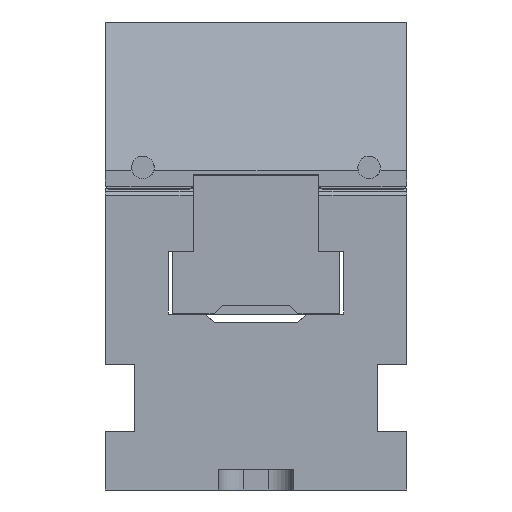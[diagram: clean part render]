
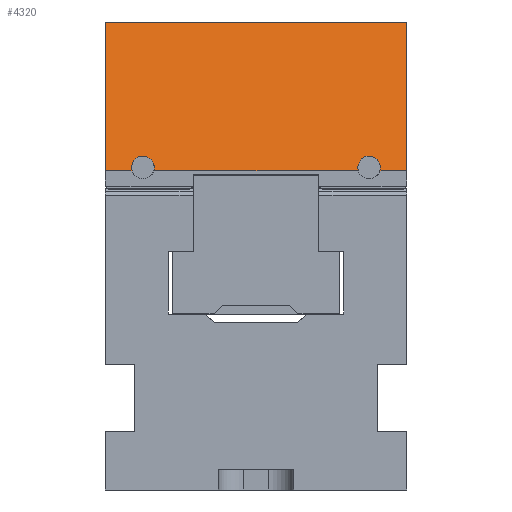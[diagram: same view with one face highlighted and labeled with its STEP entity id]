
A CAD part, front view. The second image highlights one B-rep face of the part: STEP entity #4320.
In plain terms, the highlighted face is planar.
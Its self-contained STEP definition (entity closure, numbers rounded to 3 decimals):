
#4320 = ADVANCED_FACE( '', ( #10659 ), #10660, .F. );
#10659 = FACE_OUTER_BOUND( '', #19244, .T. );
#10660 = PLANE( '', #19245 );
#19244 = EDGE_LOOP( '', ( #32002, #32003, #32004, #32005, #32006, #32007, #32008, #32009 ) );
#19245 = AXIS2_PLACEMENT_3D( '', #32010, #32011, #32012 );
#32002 = ORIENTED_EDGE( '', *, *, #54130, .T. );
#32003 = ORIENTED_EDGE( '', *, *, #56480, .T. );
#32004 = ORIENTED_EDGE( '', *, *, #54128, .T. );
#32005 = ORIENTED_EDGE( '', *, *, #56481, .T. );
#32006 = ORIENTED_EDGE( '', *, *, #56482, .F. );
#32007 = ORIENTED_EDGE( '', *, *, #56483, .F. );
#32008 = ORIENTED_EDGE( '', *, *, #54132, .T. );
#32009 = ORIENTED_EDGE( '', *, *, #56484, .T. );
#32010 = CARTESIAN_POINT( '', ( 36., 14.5, 20. ) );
#32011 = DIRECTION( '', ( 0., -0.966, -0.259 ) );
#32012 = DIRECTION( '', ( 0., 0.259, -0.966 ) );
#54128 = EDGE_CURVE( '', #65926, #65924, #65927, .T. );
#54130 = EDGE_CURVE( '', #65930, #65928, #65931, .T. );
#54132 = EDGE_CURVE( '', #65934, #65932, #65935, .T. );
#56480 = EDGE_CURVE( '', #65928, #65926, #69990, .T. );
#56481 = EDGE_CURVE( '', #65924, #69991, #69992, .T. );
#56482 = EDGE_CURVE( '', #69993, #69991, #69994, .T. );
#56483 = EDGE_CURVE( '', #65934, #69993, #69995, .T. );
#56484 = EDGE_CURVE( '', #65932, #65930, #69996, .T. );
#65924 = VERTEX_POINT( '', #83052 );
#65926 = VERTEX_POINT( '', #83055 );
#65927 = LINE( '', #83056, #83057 );
#65928 = VERTEX_POINT( '', #83058 );
#65930 = VERTEX_POINT( '', #83060 );
#65931 = LINE( '', #83061, #83062 );
#65932 = VERTEX_POINT( '', #83063 );
#65934 = VERTEX_POINT( '', #83065 );
#65935 = LINE( '', #83066, #83067 );
#69990 = ELLIPSE( '', #89114, 2.795, 2.7 );
#69991 = VERTEX_POINT( '', #89115 );
#69992 = LINE( '', #89116, #89117 );
#69993 = VERTEX_POINT( '', #89118 );
#69994 = LINE( '', #89119, #89120 );
#69995 = LINE( '', #89121, #89122 );
#69996 = ELLIPSE( '', #89123, 2.795, 2.7 );
#83052 = CARTESIAN_POINT( '', ( -36., 24., -15.454 ) );
#83055 = CARTESIAN_POINT( '', ( -29.592, 24., -15.454 ) );
#83056 = CARTESIAN_POINT( '', ( 36., 24., -15.454 ) );
#83057 = VECTOR( '', #104229, 1000. );
#83058 = CARTESIAN_POINT( '', ( -24.408, 24., -15.454 ) );
#83060 = CARTESIAN_POINT( '', ( 24.408, 24., -15.454 ) );
#83061 = CARTESIAN_POINT( '', ( 36., 24., -15.454 ) );
#83062 = VECTOR( '', #104233, 1000. );
#83063 = CARTESIAN_POINT( '', ( 29.592, 24., -15.454 ) );
#83065 = CARTESIAN_POINT( '', ( 36., 24., -15.454 ) );
#83066 = CARTESIAN_POINT( '', ( 36., 24., -15.454 ) );
#83067 = VECTOR( '', #104237, 1000. );
#89114 = AXIS2_PLACEMENT_3D( '', #106362, #106363, #106364 );
#89115 = CARTESIAN_POINT( '', ( -36., 14.5, 20. ) );
#89116 = CARTESIAN_POINT( '', ( -36., 14.5, 20. ) );
#89117 = VECTOR( '', #106365, 1000. );
#89118 = CARTESIAN_POINT( '', ( 36., 14.5, 20. ) );
#89119 = CARTESIAN_POINT( '', ( 36., 14.5, 20. ) );
#89120 = VECTOR( '', #106366, 1000. );
#89121 = CARTESIAN_POINT( '', ( 36., 14.5, 20. ) );
#89122 = VECTOR( '', #106367, 1000. );
#89123 = AXIS2_PLACEMENT_3D( '', #106368, #106369, #106370 );
#104229 = DIRECTION( '', ( -1., 0., 0. ) );
#104233 = DIRECTION( '', ( -1., 0., 0. ) );
#104237 = DIRECTION( '', ( -1., 0., 0. ) );
#106362 = CARTESIAN_POINT( '', ( -27., 23.798, -14.7 ) );
#106363 = DIRECTION( '', ( 0., -0.966, -0.259 ) );
#106364 = DIRECTION( '', ( 0., 0.259, -0.966 ) );
#106365 = DIRECTION( '', ( 0., -0.259, 0.966 ) );
#106366 = DIRECTION( '', ( -1., 0., 0. ) );
#106367 = DIRECTION( '', ( 0., -0.259, 0.966 ) );
#106368 = CARTESIAN_POINT( '', ( 27., 23.798, -14.7 ) );
#106369 = DIRECTION( '', ( 0., -0.966, -0.259 ) );
#106370 = DIRECTION( '', ( 0., 0.259, -0.966 ) );
